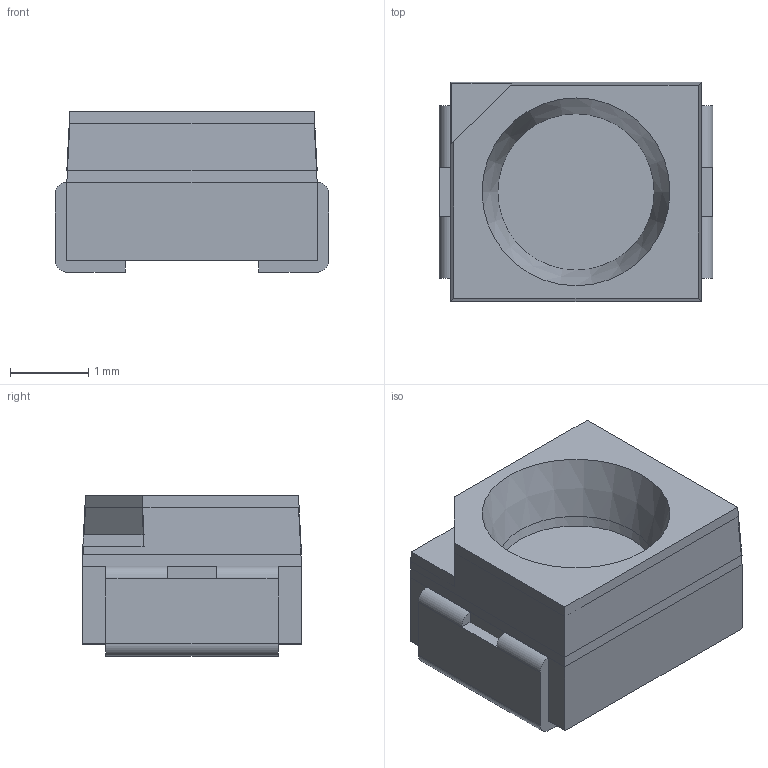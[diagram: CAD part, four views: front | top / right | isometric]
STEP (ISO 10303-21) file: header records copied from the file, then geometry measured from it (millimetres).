
FILE_DESCRIPTION( ( 'Unknown' ), '1' );
FILE_NAME( '150141xxx.stp', 'Unknown', ( 'WJelisarow' ), ( 'Würth Elektronik eiSos' ), 'PSStep 14.0', 'Unknown', ' ' );
FILE_SCHEMA( ( 'AUTOMOTIVE_DESIGN { 1 0 10303 214 1 1 1 1 }' ) );
Length unit declared in the file: millimetre
Products named in the file (4): Assem1; housing; cover; base
Bounding box: 3.5 x 2.8 x 2.05 mm (x, y, z)
Surface area: 139.7 mm2
Topology: 7 solids, 7 shells, 144 faces, 372 edges, 244 vertices
Faces by surface type: plane 110, cylinder 32, cone 2
Full cylindrical faces by diameter (mm): 0.8 x2
Entity records: 2390 total; most frequent: CARTESIAN_POINT 326, DIRECTION 316, ORIENTED_EDGE 312, EDGE_CURVE 156, LINE 128, VECTOR 128, VERTEX_POINT 104, AXIS2_PLACEMENT_3D 94
